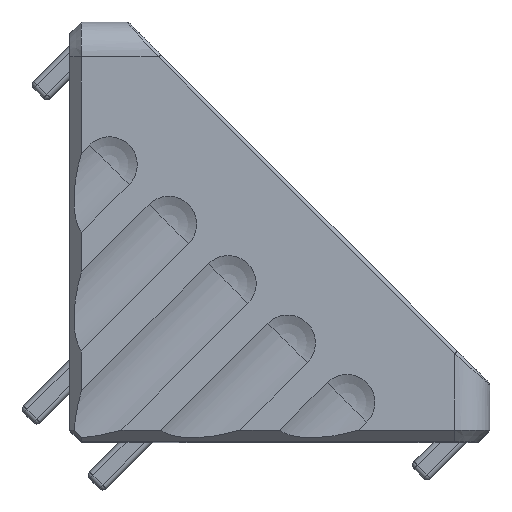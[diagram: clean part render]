
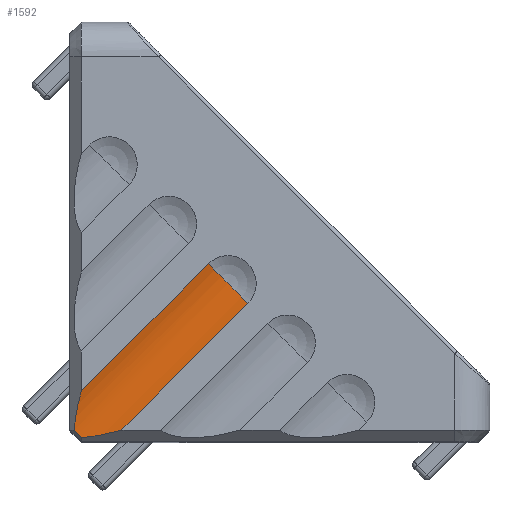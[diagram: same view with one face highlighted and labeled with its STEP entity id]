
A CAD part, top view. The second image highlights one B-rep face of the part: STEP entity #1592.
In plain terms, the highlighted cylindrical face has radius 2.4 mm (diameter 4.8 mm), a partial arc.
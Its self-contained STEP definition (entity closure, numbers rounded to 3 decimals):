
#40 = VERTEX_POINT ( 'NONE', #2418 ) ;
#42 = VERTEX_POINT ( 'NONE', #2417 ) ;
#48 = EDGE_CURVE ( 'NONE', #463, #465, #2458, .T. ) ;
#349 = EDGE_CURVE ( 'NONE', #465, #350, #2879, .T. ) ;
#350 = VERTEX_POINT ( 'NONE', #2881 ) ;
#358 = VERTEX_POINT ( 'NONE', #2883 ) ;
#360 = EDGE_CURVE ( 'NONE', #358, #40, #2882, .T. ) ;
#376 = EDGE_CURVE ( 'NONE', #350, #358, #3069, .T. ) ;
#460 = EDGE_CURVE ( 'NONE', #40, #42, #3037, .T. ) ;
#463 = VERTEX_POINT ( 'NONE', #3084 ) ;
#465 = VERTEX_POINT ( 'NONE', #3083 ) ;
#1531 = ORIENTED_EDGE ( 'NONE', *, *, #360, .F. ) ;
#1532 = ORIENTED_EDGE ( 'NONE', *, *, #376, .F. ) ;
#1533 = ORIENTED_EDGE ( 'NONE', *, *, #349, .F. ) ;
#1534 = ORIENTED_EDGE ( 'NONE', *, *, #48, .F. ) ;
#1535 = ORIENTED_EDGE ( 'NONE', *, *, #1701, .F. ) ;
#1536 = ORIENTED_EDGE ( 'NONE', *, *, #460, .F. ) ;
#1592 = ADVANCED_FACE ( 'NONE', ( #5052 ), #5113, .F. ) ;
#1593 = EDGE_LOOP ( 'NONE', ( #1531, #1532, #1533, #1534, #1535, #1536 ) ) ;
#1701 = EDGE_CURVE ( 'NONE', #42, #463, #5235, .T. ) ;
#2417 = CARTESIAN_POINT ( 'NONE',  ( 5.942, 7.635, 9. ) ) ;
#2418 = CARTESIAN_POINT ( 'NONE',  ( 0.5, 2.193, 9. ) ) ;
#2455 = DIRECTION ( 'NONE',  ( -0.707, -0.707, 0. ) ) ;
#2456 = VECTOR ( 'NONE', #2455, 1000. ) ;
#2457 = CARTESIAN_POINT ( 'NONE',  ( 0.847, -0.847, 9. ) ) ;
#2458 = LINE ( 'NONE', #2457, #2456 ) ;
#2875 = CARTESIAN_POINT ( 'NONE',  ( 0.5, 0.19, 8.69 ) ) ;
#2876 = CARTESIAN_POINT ( 'NONE',  ( 1.021, 0.222, 8.722 ) ) ;
#2877 = CARTESIAN_POINT ( 'NONE',  ( 1.594, 0.327, 8.827 ) ) ;
#2878 = CARTESIAN_POINT ( 'NONE',  ( 2.193, 0.5, 9. ) ) ;
#2879 =( BOUNDED_CURVE ( )  B_SPLINE_CURVE ( 3, ( #2878, #2877, #2876, #2875 ),
 .UNSPECIFIED., .F., .T. ) 
 B_SPLINE_CURVE_WITH_KNOTS ( ( 4, 4 ),
 ( 5.145, 5.576 ),
 .UNSPECIFIED. ) 
 CURVE ( )  GEOMETRIC_REPRESENTATION_ITEM ( )  RATIONAL_B_SPLINE_CURVE ( ( 1., 0.985, 0.985, 1. ) ) 
 REPRESENTATION_ITEM ( '' )  );
#2881 = CARTESIAN_POINT ( 'NONE',  ( 0.5, 0.19, 8.69 ) ) ;
#2882 =( BOUNDED_CURVE ( )  B_SPLINE_CURVE ( 3, ( #2902, #2901, #2900, #2899 ),
 .UNSPECIFIED., .F., .T. ) 
 B_SPLINE_CURVE_WITH_KNOTS ( ( 4, 4 ),
 ( 0.707, 1.138 ),
 .UNSPECIFIED. ) 
 CURVE ( )  GEOMETRIC_REPRESENTATION_ITEM ( )  RATIONAL_B_SPLINE_CURVE ( ( 1., 0.985, 0.985, 1. ) ) 
 REPRESENTATION_ITEM ( '' )  );
#2883 = CARTESIAN_POINT ( 'NONE',  ( 0.19, 0.5, 8.69 ) ) ;
#2899 = CARTESIAN_POINT ( 'NONE',  ( 0.5, 2.193, 9. ) ) ;
#2900 = CARTESIAN_POINT ( 'NONE',  ( 0.327, 1.594, 8.827 ) ) ;
#2901 = CARTESIAN_POINT ( 'NONE',  ( 0.222, 1.021, 8.722 ) ) ;
#2902 = CARTESIAN_POINT ( 'NONE',  ( 0.19, 0.5, 8.69 ) ) ;
#3034 = DIRECTION ( 'NONE',  ( 0.707, 0.707, 0. ) ) ;
#3035 = VECTOR ( 'NONE', #3034, 1000. ) ;
#3036 = CARTESIAN_POINT ( 'NONE',  ( -0.847, 0.847, 9. ) ) ;
#3037 = LINE ( 'NONE', #3036, #3035 ) ;
#3069 =( BOUNDED_CURVE ( )  B_SPLINE_CURVE ( 3, ( #3090, #3089, #3088, #3087 ),
 .UNSPECIFIED., .F., .T. ) 
 B_SPLINE_CURVE_WITH_KNOTS ( ( 4, 4 ),
 ( 6.192, 6.375 ),
 .UNSPECIFIED. ) 
 CURVE ( )  GEOMETRIC_REPRESENTATION_ITEM ( )  RATIONAL_B_SPLINE_CURVE ( ( 1., 0.997, 0.997, 1. ) ) 
 REPRESENTATION_ITEM ( '' )  );
#3083 = CARTESIAN_POINT ( 'NONE',  ( 2.193, 0.5, 9. ) ) ;
#3084 = CARTESIAN_POINT ( 'NONE',  ( 7.635, 5.942, 9. ) ) ;
#3087 = CARTESIAN_POINT ( 'NONE',  ( 0.19, 0.5, 8.69 ) ) ;
#3088 = CARTESIAN_POINT ( 'NONE',  ( 0.287, 0.39, 8.677 ) ) ;
#3089 = CARTESIAN_POINT ( 'NONE',  ( 0.39, 0.287, 8.677 ) ) ;
#3090 = CARTESIAN_POINT ( 'NONE',  ( 0.5, 0.19, 8.69 ) ) ;
#5052 = FACE_OUTER_BOUND ( 'NONE', #1593, .T. ) ;
#5109 = DIRECTION ( 'NONE',  ( 0.707, -0.707, 0. ) ) ;
#5110 = DIRECTION ( 'NONE',  ( -0.707, -0.707, 0. ) ) ;
#5111 = CARTESIAN_POINT ( 'NONE',  ( 0., 0., 11.08 ) ) ;
#5112 = AXIS2_PLACEMENT_3D ( 'NONE', #5111, #5110, #5109 ) ;
#5113 = CYLINDRICAL_SURFACE ( 'NONE', #5112, 2.4 ) ;
#5231 = DIRECTION ( 'NONE',  ( 0.707, -0.707, 0. ) ) ;
#5232 = DIRECTION ( 'NONE',  ( -0.707, -0.707, 0. ) ) ;
#5233 = CARTESIAN_POINT ( 'NONE',  ( 6.788, 6.788, 11.08 ) ) ;
#5234 = AXIS2_PLACEMENT_3D ( 'NONE', #5233, #5232, #5231 ) ;
#5235 = CIRCLE ( 'NONE', #5234, 2.4 ) ;
